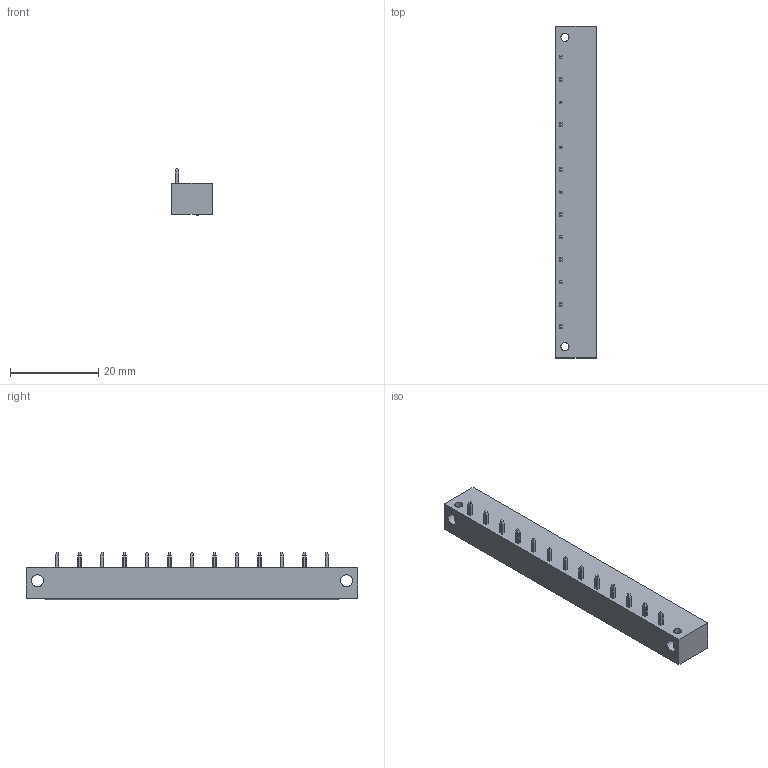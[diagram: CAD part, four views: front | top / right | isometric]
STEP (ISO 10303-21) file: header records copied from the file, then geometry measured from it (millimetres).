
FILE_DESCRIPTION((''),'2;1');
FILE_NAME('TLPHW-313R-XXP','2024-10-30T13:13:48',('sheji'),(''),'CREO PARAMETRIC BY PTC INC, 2018100','CREO PARAMETRIC BY PTC INC, 2018100','');
FILE_SCHEMA(('CONFIG_CONTROL_DESIGN'));
Length unit declared in the file: millimetre
Products named in the file (1): TLPHW-313R-XXP
Bounding box: 9.2 x 75.06 x 10.65 mm (x, y, z)
Volume: 3325.4 mm3; surface area: 5059.9 mm2
Topology: 1 solids, 1 shells, 764 faces, 1989 edges, 1280 vertices
Faces by surface type: plane 591, cylinder 130, cone 43
Entity records: 23305 total; most frequent: CARTESIAN_POINT 4834, ORIENTED_EDGE 3978, DIRECTION 3492, EDGE_CURVE 1989, VECTOR 1530, LINE 1530, VERTEX_POINT 1280, AXIS2_PLACEMENT_3D 981
